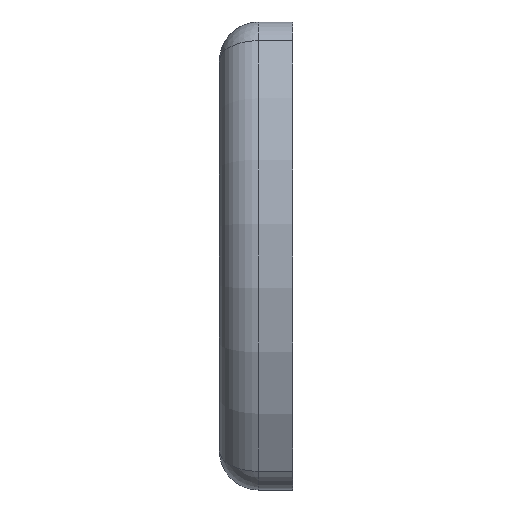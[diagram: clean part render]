
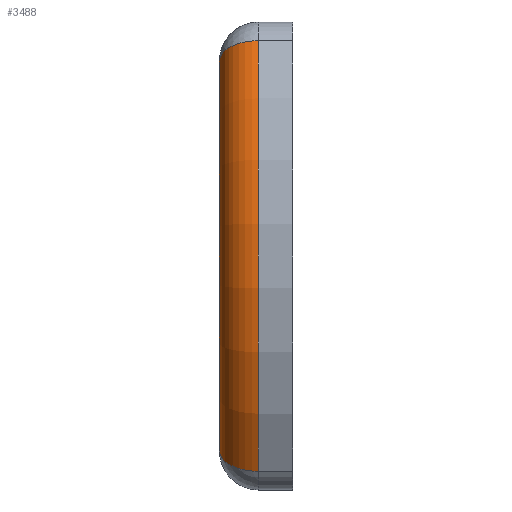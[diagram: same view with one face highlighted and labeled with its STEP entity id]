
A CAD part, left-side view. The second image highlights one B-rep face of the part: STEP entity #3488.
In plain terms, the highlighted toroidal (fillet/blend) face has major radius 77 mm and minor radius 8 mm.
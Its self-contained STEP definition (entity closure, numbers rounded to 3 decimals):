
#19 = DIRECTION ( 'NONE',  ( 0., -1., 0. ) ) ;
#74 = DIRECTION ( 'NONE',  ( 0.854, 0., -0.519 ) ) ;
#76 = CARTESIAN_POINT ( 'NONE',  ( 0., 7., 0. ) ) ;
#133 = CARTESIAN_POINT ( 'NONE',  ( -65.795, 7., 40. ) ) ;
#273 = VERTEX_POINT ( 'NONE', #352 ) ;
#352 = CARTESIAN_POINT ( 'NONE',  ( -72.631, 7., -44.156 ) ) ;
#354 = VERTEX_POINT ( 'NONE', #2170 ) ;
#368 = DIRECTION ( 'NONE',  ( -0.854, 0., -0.519 ) ) ;
#527 = TOROIDAL_SURFACE ( 'NONE', #723, 77., 8. ) ;
#642 = CARTESIAN_POINT ( 'NONE',  ( -65.795, 7., -40. ) ) ;
#644 = CIRCLE ( 'NONE', #1585, 8. ) ;
#649 = EDGE_CURVE ( 'NONE', #1049, #1338, #3414, .T. ) ;
#685 = ORIENTED_EDGE ( 'NONE', *, *, #3386, .F. ) ;
#723 = AXIS2_PLACEMENT_3D ( 'NONE', #76, #1556, #3346 ) ;
#725 = DIRECTION ( 'NONE',  ( 0., 1., 0. ) ) ;
#958 = FACE_OUTER_BOUND ( 'NONE', #3749, .T. ) ;
#1049 = VERTEX_POINT ( 'NONE', #2990 ) ;
#1324 = DIRECTION ( 'NONE',  ( -0.519, 0., -0.854 ) ) ;
#1338 = VERTEX_POINT ( 'NONE', #2307 ) ;
#1406 = CIRCLE ( 'NONE', #2523, 85. ) ;
#1556 = DIRECTION ( 'NONE',  ( 0., -1., 0. ) ) ;
#1561 = CARTESIAN_POINT ( 'NONE',  ( 0., 7., 0. ) ) ;
#1585 = AXIS2_PLACEMENT_3D ( 'NONE', #133, #1324, #74 ) ;
#1908 = CARTESIAN_POINT ( 'NONE',  ( 0., 15., 0. ) ) ;
#2027 = EDGE_CURVE ( 'NONE', #354, #1338, #644, .T. ) ;
#2035 = ORIENTED_EDGE ( 'NONE', *, *, #649, .F. ) ;
#2122 = DIRECTION ( 'NONE',  ( 0., 0., -1. ) ) ;
#2166 = DIRECTION ( 'NONE',  ( 0., 0., -1. ) ) ;
#2170 = CARTESIAN_POINT ( 'NONE',  ( -72.631, 7., 44.156 ) ) ;
#2184 = AXIS2_PLACEMENT_3D ( 'NONE', #1908, #725, #2166 ) ;
#2189 = ORIENTED_EDGE ( 'NONE', *, *, #2027, .T. ) ;
#2307 = CARTESIAN_POINT ( 'NONE',  ( -65.795, 15., 40. ) ) ;
#2520 = AXIS2_PLACEMENT_3D ( 'NONE', #642, #3286, #368 ) ;
#2523 = AXIS2_PLACEMENT_3D ( 'NONE', #1561, #19, #2122 ) ;
#2710 = CIRCLE ( 'NONE', #2520, 8. ) ;
#2990 = CARTESIAN_POINT ( 'NONE',  ( -65.795, 15., -40. ) ) ;
#3286 = DIRECTION ( 'NONE',  ( 0.519, 0., -0.854 ) ) ;
#3346 = DIRECTION ( 'NONE',  ( 0., 0., -1. ) ) ;
#3386 = EDGE_CURVE ( 'NONE', #354, #273, #1406, .T. ) ;
#3387 = EDGE_CURVE ( 'NONE', #273, #1049, #2710, .T. ) ;
#3414 = CIRCLE ( 'NONE', #2184, 77. ) ;
#3488 = ADVANCED_FACE ( 'NONE', ( #958 ), #527, .T. ) ;
#3531 = ORIENTED_EDGE ( 'NONE', *, *, #3387, .F. ) ;
#3749 = EDGE_LOOP ( 'NONE', ( #2189, #2035, #3531, #685 ) ) ;
